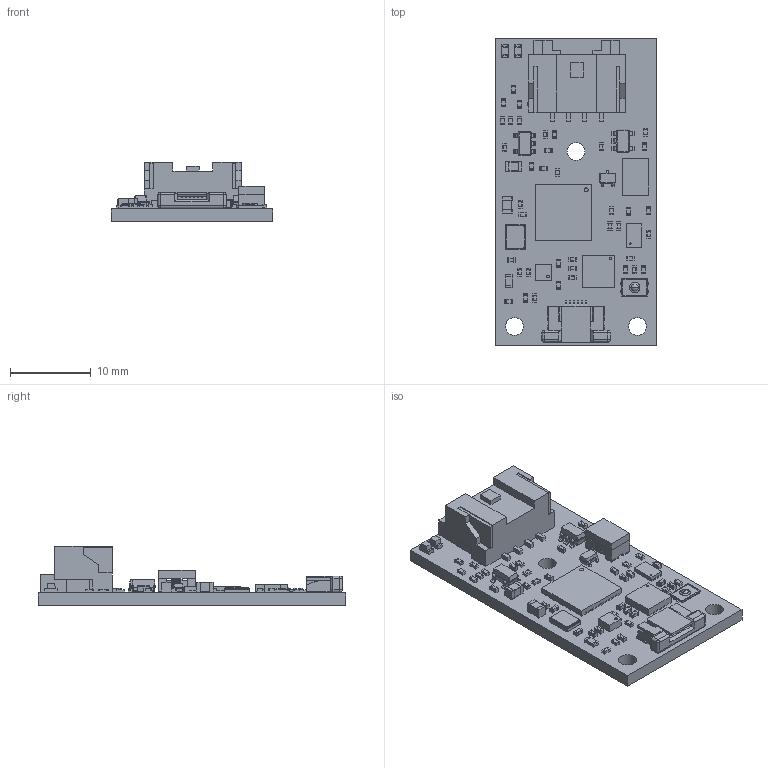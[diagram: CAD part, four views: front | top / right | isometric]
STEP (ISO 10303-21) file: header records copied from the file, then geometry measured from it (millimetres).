
FILE_DESCRIPTION(('KiCad electronic assembly'),'2;1');
FILE_NAME('Duet3_TB_1LC.step','2024-02-26T17:37:47',('Pcbnew'),('Kicad') ,'Open CASCADE STEP processor 7.7','KiCad to STEP converter','Unknown' );
FILE_SCHEMA(('AUTOMOTIVE_DESIGN { 1 0 10303 214 1 1 1 1 }'));
Length unit declared in the file: millimetre
Products named in the file (42): Duet3_TB_1LC 1; Crystal_SMD_SeikoEpson_FA238V-4Pin_3.2x2.5mm; R_0402_1005Metric; SOT-23-5; SOT_23_5; L_0402_1005Metric; C_0402_1005Metric; C_0805_2012Metric; R_0603_1608Metric; 744235220_Download_STP_WE-CNSW-1812_rev1; Assem1; LED_0603_1608Metric; QFN-48-1EP_7x7mm_P0.5mm_EP5.15x5.15mm; QFN-48-1EP_7x7mm_Pitch0.5mm; WSON-12-1EP_4x4mm_P0.5mm_EP2.6x3mm; LP38798SD-ADJ_NOPB; DFN-8-1EP_3x2mm_P0.5mm_EP1.3x1.5mm; DFN_8_1EP_3x2mm_P05mm_EP13x15mm; LGA-12_2x2mm_P0.5mm; LGA_12_2x2mm_P05mm; KXT 331 LHS--3DModel-STEP-1; KXT 331 LHS; SM04B-PASS-TB; SM04B-PASS; c-1734839-6-c-3d; C-1734839-6; SOT-323_SC-70; SOT_323_SC_70; Duet3_SZP_PCB
Assembly tree (77 placements, depth 3):
  Duet3_TB_1LC 1
    Crystal_SMD_SeikoEpson_FA238V-4Pin_3.2x2.5mm
      Crystal_SMD_SeikoEpson_FA238V-4Pin_3.2x2.5mm
    R_0402_1005Metric  x14
      R_0402_1005Metric
    SOT-23-5
      SOT_23_5
    L_0402_1005Metric
      L_0402_1005Metric
    C_0402_1005Metric  x9
      C_0402_1005Metric
    C_0402_1005Metric  x10
      C_0402_1005Metric
    C_0805_2012Metric  x2
      C_0805_2012Metric
    R_0603_1608Metric
      R_0603_1608Metric
    744235220_Download_STP_WE-CNSW-1812_rev1
      Assem1
    LED_0603_1608Metric  x2
      LED_0603_1608Metric
    QFN-48-1EP_7x7mm_P0.5mm_EP5.15x5.15mm
      QFN-48-1EP_7x7mm_Pitch0.5mm
    WSON-12-1EP_4x4mm_P0.5mm_EP2.6x3mm
      LP38798SD-ADJ_NOPB
    DFN-8-1EP_3x2mm_P0.5mm_EP1.3x1.5mm
      DFN_8_1EP_3x2mm_P05mm_EP13x15mm
    LGA-12_2x2mm_P0.5mm
      LGA_12_2x2mm_P05mm
    KXT 331 LHS--3DModel-STEP-1
      KXT 331 LHS
    R_0402_1005Metric  x5
      R_0402_1005Metric
    SM04B-PASS-TB
      SM04B-PASS
    SOT-23-5
      SOT_23_5
    c-1734839-6-c-3d
      C-1734839-6
    SOT-323_SC-70
      SOT_323_SC_70
    Duet3_SZP_PCB
Bounding box: 20 x 38 x 7.35 mm (x, y, z)
Volume: 1723.4 mm3; surface area: 3134.1 mm2
Topology: 81 solids, 81 shells, 2878 faces, 7483 edges, 4863 vertices
Faces by surface type: plane 1980, cylinder 757, bspline 105, torus 26, sphere 10
Full cylindrical faces by diameter (mm): 0.1 x46, 0.2 x1, 0.3 x20, 0.35 x1, 0.5 x1, 0.8 x1, 2.2 x3
Entity records: 68504 total; most frequent: CARTESIAN_POINT 13434, ORIENTED_EDGE 9796, DIRECTION 9214, EDGE_CURVE 4898, LINE 3908, VECTOR 3908, VERTEX_POINT 3165, AXIS2_PLACEMENT_3D 2653
